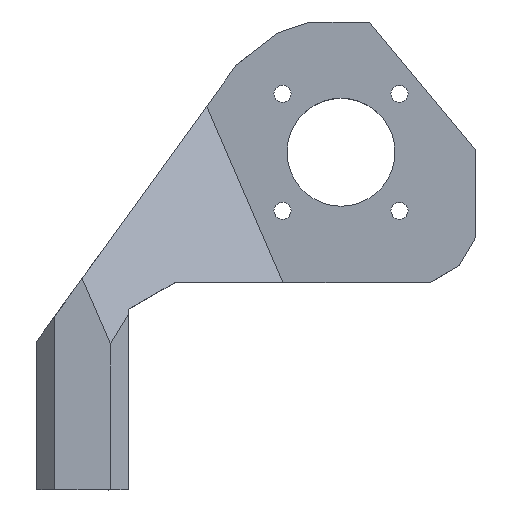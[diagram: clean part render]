
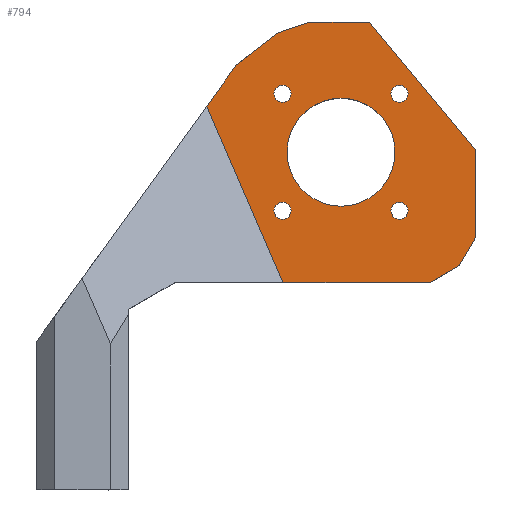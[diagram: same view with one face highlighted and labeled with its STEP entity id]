
A CAD part, top view. The second image highlights one B-rep face of the part: STEP entity #794.
In plain terms, the highlighted planar face has unit normal (0, 0, 1).
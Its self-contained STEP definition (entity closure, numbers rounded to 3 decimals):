
#33=FACE_BOUND('',#139,.T.);
#34=FACE_BOUND('',#140,.T.);
#35=FACE_BOUND('',#141,.T.);
#36=FACE_BOUND('',#142,.T.);
#37=FACE_BOUND('',#143,.T.);
#44=CIRCLE('',#814,0.95);
#45=CIRCLE('',#816,0.95);
#46=CIRCLE('',#818,0.95);
#47=CIRCLE('',#820,6.);
#48=CIRCLE('',#822,0.95);
#89=FACE_OUTER_BOUND('',#138,.T.);
#138=EDGE_LOOP('',(#692,#693,#694,#695,#696,#697,#698,#699,#700,#701));
#139=EDGE_LOOP('',(#702));
#140=EDGE_LOOP('',(#703));
#141=EDGE_LOOP('',(#704));
#142=EDGE_LOOP('',(#705));
#143=EDGE_LOOP('',(#706));
#158=LINE('',#1088,#249);
#176=LINE('',#1133,#267);
#186=LINE('',#1167,#277);
#191=LINE('',#1177,#282);
#193=LINE('',#1180,#284);
#195=LINE('',#1184,#286);
#203=LINE('',#1200,#294);
#209=LINE('',#1212,#300);
#226=LINE('',#1247,#317);
#227=LINE('',#1249,#318);
#249=VECTOR('',#874,10.);
#267=VECTOR('',#908,10.);
#277=VECTOR('',#946,10.);
#282=VECTOR('',#955,10.);
#284=VECTOR('',#959,10.);
#286=VECTOR('',#963,10.);
#294=VECTOR('',#977,10.);
#300=VECTOR('',#985,10.);
#317=VECTOR('',#1014,10.);
#318=VECTOR('',#1017,10.);
#339=VERTEX_POINT('',#1085);
#340=VERTEX_POINT('',#1087);
#359=VERTEX_POINT('',#1131);
#360=VERTEX_POINT('',#1135);
#361=VERTEX_POINT('',#1139);
#362=VERTEX_POINT('',#1143);
#363=VERTEX_POINT('',#1147);
#364=VERTEX_POINT('',#1151);
#369=VERTEX_POINT('',#1166);
#371=VERTEX_POINT('',#1174);
#372=VERTEX_POINT('',#1176);
#373=VERTEX_POINT('',#1182);
#378=VERTEX_POINT('',#1198);
#383=VERTEX_POINT('',#1210);
#395=VERTEX_POINT('',#1245);
#411=EDGE_CURVE('',#339,#340,#158,.T.);
#434=EDGE_CURVE('',#359,#339,#176,.T.);
#435=EDGE_CURVE('',#360,#360,#44,.F.);
#437=EDGE_CURVE('',#361,#361,#45,.F.);
#439=EDGE_CURVE('',#362,#362,#46,.F.);
#441=EDGE_CURVE('',#363,#363,#47,.T.);
#443=EDGE_CURVE('',#364,#364,#48,.F.);
#450=EDGE_CURVE('',#340,#369,#186,.T.);
#455=EDGE_CURVE('',#371,#372,#191,.T.);
#457=EDGE_CURVE('',#369,#371,#193,.T.);
#459=EDGE_CURVE('',#373,#359,#195,.T.);
#467=EDGE_CURVE('',#378,#373,#203,.T.);
#473=EDGE_CURVE('',#383,#378,#209,.T.);
#491=EDGE_CURVE('',#383,#395,#226,.T.);
#492=EDGE_CURVE('',#372,#395,#227,.T.);
#692=ORIENTED_EDGE('',*,*,#491,.T.);
#693=ORIENTED_EDGE('',*,*,#492,.F.);
#694=ORIENTED_EDGE('',*,*,#455,.F.);
#695=ORIENTED_EDGE('',*,*,#457,.F.);
#696=ORIENTED_EDGE('',*,*,#450,.F.);
#697=ORIENTED_EDGE('',*,*,#411,.F.);
#698=ORIENTED_EDGE('',*,*,#434,.F.);
#699=ORIENTED_EDGE('',*,*,#459,.F.);
#700=ORIENTED_EDGE('',*,*,#467,.F.);
#701=ORIENTED_EDGE('',*,*,#473,.F.);
#702=ORIENTED_EDGE('',*,*,#435,.T.);
#703=ORIENTED_EDGE('',*,*,#437,.T.);
#704=ORIENTED_EDGE('',*,*,#439,.T.);
#705=ORIENTED_EDGE('',*,*,#441,.T.);
#706=ORIENTED_EDGE('',*,*,#443,.T.);
#756=PLANE('',#851);
#794=ADVANCED_FACE('',(#89,#33,#34,#35,#36,#37),#756,.F.);
#814=AXIS2_PLACEMENT_3D('',#1136,#911,#912);
#816=AXIS2_PLACEMENT_3D('',#1140,#916,#917);
#818=AXIS2_PLACEMENT_3D('',#1144,#921,#922);
#820=AXIS2_PLACEMENT_3D('',#1148,#926,#927);
#822=AXIS2_PLACEMENT_3D('',#1152,#931,#932);
#851=AXIS2_PLACEMENT_3D('',#1276,#1047,#1048);
#874=DIRECTION('',(0.638,-0.77,0.));
#908=DIRECTION('',(1.,0.,0.));
#911=DIRECTION('center_axis',(0.,0.,
1.));
#912=DIRECTION('ref_axis',(0.,-1.,0.));
#916=DIRECTION('center_axis',(0.,0.,
1.));
#917=DIRECTION('ref_axis',(0.,-1.,0.));
#921=DIRECTION('center_axis',(0.,0.,
1.));
#922=DIRECTION('ref_axis',(0.,-1.,0.));
#926=DIRECTION('center_axis',(0.,0.,
-1.));
#927=DIRECTION('ref_axis',(0.,-1.,0.));
#931=DIRECTION('center_axis',(0.,0.,
1.));
#932=DIRECTION('ref_axis',(0.,-1.,0.));
#946=DIRECTION('',(0.,-1.,0.));
#955=DIRECTION('',(-0.867,-0.499,0.));
#959=DIRECTION('',(-0.504,-0.864,0.));
#963=DIRECTION('',(0.946,0.324,0.));
#977=DIRECTION('',(0.79,0.613,0.));
#985=DIRECTION('',(0.586,0.811,0.));
#1014=DIRECTION('',(0.397,-0.918,0.));
#1017=DIRECTION('',(-1.,0.,0.));
#1047=DIRECTION('center_axis',(0.,0.,
-1.));
#1048=DIRECTION('ref_axis',(1.,0.,0.));
#1085=CARTESIAN_POINT('',(3.106,74.4,93.055));
#1087=CARTESIAN_POINT('',(14.876,60.212,93.055));
#1088=CARTESIAN_POINT('',(9.509,66.681,93.055));
#1131=CARTESIAN_POINT('',(-3.522,74.4,93.055));
#1133=CARTESIAN_POINT('',(-1.921,74.4,93.055));
#1135=CARTESIAN_POINT('',(6.451,67.375,93.055));
#1136=CARTESIAN_POINT('Origin',(6.451,66.425,93.055));
#1139=CARTESIAN_POINT('',(6.451,54.375,93.055));
#1140=CARTESIAN_POINT('Origin',(6.451,53.425,93.055));
#1143=CARTESIAN_POINT('',(-6.549,67.375,93.055));
#1144=CARTESIAN_POINT('Origin',(-6.549,66.425,93.055));
#1147=CARTESIAN_POINT('',(-0.049,65.925,93.055));
#1148=CARTESIAN_POINT('Origin',(-0.049,59.925,93.055));
#1151=CARTESIAN_POINT('',(-6.549,54.375,93.055));
#1152=CARTESIAN_POINT('Origin',(-6.549,53.425,93.055));
#1166=CARTESIAN_POINT('',(14.876,50.402,93.055));
#1167=CARTESIAN_POINT('',(14.876,60.068,93.055));
#1174=CARTESIAN_POINT('',(13.065,47.299,93.055));
#1176=CARTESIAN_POINT('',(9.855,45.45,93.055));
#1177=CARTESIAN_POINT('',(10.146,45.618,93.055));
#1180=CARTESIAN_POINT('',(14.769,50.219,93.055));
#1182=CARTESIAN_POINT('',(-7.101,73.173,93.055));
#1184=CARTESIAN_POINT('',(-6.082,73.523,93.055));
#1198=CARTESIAN_POINT('',(-11.666,69.629,93.055));
#1200=CARTESIAN_POINT('',(-8.017,72.462,93.055));
#1210=CARTESIAN_POINT('',(-14.974,65.05,93.055));
#1212=CARTESIAN_POINT('',(-11.279,70.165,93.055));
#1245=CARTESIAN_POINT('',(-6.5,45.45,93.055));
#1247=CARTESIAN_POINT('',(-10.195,53.997,93.055));
#1249=CARTESIAN_POINT('',(-4.986,45.45,93.055));
#1276=CARTESIAN_POINT('Origin',(-2.284,59.925,93.055));
